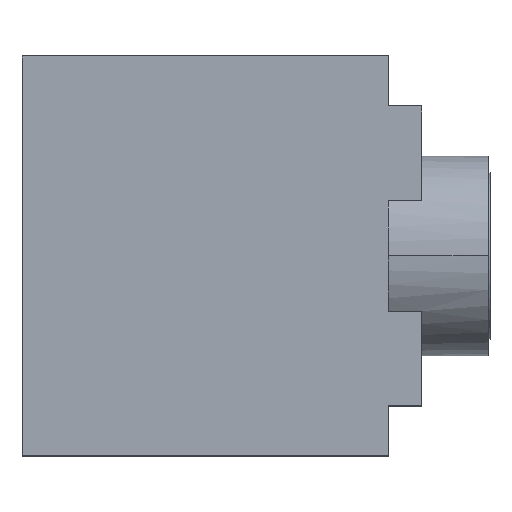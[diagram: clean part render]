
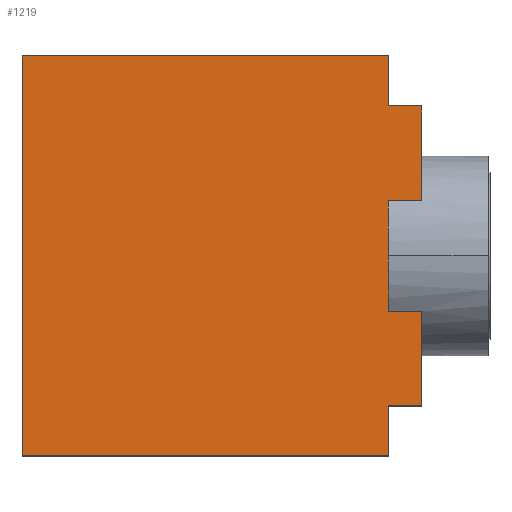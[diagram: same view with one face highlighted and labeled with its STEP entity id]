
A CAD part, top view. The second image highlights one B-rep face of the part: STEP entity #1219.
In plain terms, the highlighted planar face has unit normal (0, 0, 1).
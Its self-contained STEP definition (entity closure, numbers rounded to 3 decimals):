
#30 = CARTESIAN_POINT ( 'NONE',  ( -14., -6., 2.5 ) ) ;
#53 = ORIENTED_EDGE ( 'NONE', *, *, #1456, .F. ) ;
#58 = LINE ( 'NONE', #138, #2223 ) ;
#62 = CARTESIAN_POINT ( 'NONE',  ( -3., -4.5, 2.5 ) ) ;
#108 = EDGE_CURVE ( 'NONE', #1073, #1393, #836, .T. ) ;
#123 = CARTESIAN_POINT ( 'NONE',  ( -3., -6., 2.5 ) ) ;
#133 = DIRECTION ( 'NONE',  ( 0., -1., 0. ) ) ;
#134 = EDGE_LOOP ( 'NONE', ( #2090, #2196, #2131, #609, #2058, #373, #1022, #1285, #158, #2656, #53, #1861 ) ) ;
#138 = CARTESIAN_POINT ( 'NONE',  ( 8.485, -1.658, 2.5 ) ) ;
#158 = ORIENTED_EDGE ( 'NONE', *, *, #1533, .F. ) ;
#170 = CARTESIAN_POINT ( 'NONE',  ( -2., -4.5, 2.5 ) ) ;
#177 = VECTOR ( 'NONE', #2501, 1000. ) ;
#180 = AXIS2_PLACEMENT_3D ( 'NONE', #2549, #474, #1107 ) ;
#246 = VECTOR ( 'NONE', #1122, 1000. ) ;
#252 = PLANE ( 'NONE',  #180 ) ;
#290 = VERTEX_POINT ( 'NONE', #993 ) ;
#301 = CARTESIAN_POINT ( 'NONE',  ( 8.485, 1.658, 2.5 ) ) ;
#308 = VERTEX_POINT ( 'NONE', #2596 ) ;
#310 = CARTESIAN_POINT ( 'NONE',  ( -14., 6., 2.5 ) ) ;
#345 = EDGE_CURVE ( 'NONE', #2448, #1926, #834, .T. ) ;
#373 = ORIENTED_EDGE ( 'NONE', *, *, #413, .T. ) ;
#413 = EDGE_CURVE ( 'NONE', #290, #1111, #58, .T. ) ;
#439 = VERTEX_POINT ( 'NONE', #549 ) ;
#474 = DIRECTION ( 'NONE',  ( 0., 0., -1. ) ) ;
#503 = CARTESIAN_POINT ( 'NONE',  ( -3., 6., 2.5 ) ) ;
#532 = VECTOR ( 'NONE', #2681, 1000. ) ;
#549 = CARTESIAN_POINT ( 'NONE',  ( -3., 4.5, 2.5 ) ) ;
#570 = EDGE_CURVE ( 'NONE', #308, #439, #2212, .T. ) ;
#609 = ORIENTED_EDGE ( 'NONE', *, *, #1975, .F. ) ;
#635 = CARTESIAN_POINT ( 'NONE',  ( -3., -1.658, 2.5 ) ) ;
#738 = VECTOR ( 'NONE', #1639, 1000. ) ;
#834 = LINE ( 'NONE', #503, #246 ) ;
#836 = LINE ( 'NONE', #301, #1865 ) ;
#893 = CARTESIAN_POINT ( 'NONE',  ( -3., 6., 2.5 ) ) ;
#897 = VERTEX_POINT ( 'NONE', #1716 ) ;
#899 = LINE ( 'NONE', #310, #1597 ) ;
#955 = CARTESIAN_POINT ( 'NONE',  ( -3., 6., 2.5 ) ) ;
#993 = CARTESIAN_POINT ( 'NONE',  ( -2., -1.658, 2.5 ) ) ;
#1015 = CARTESIAN_POINT ( 'NONE',  ( -3., 6., 2.5 ) ) ;
#1022 = ORIENTED_EDGE ( 'NONE', *, *, #2405, .F. ) ;
#1073 = VERTEX_POINT ( 'NONE', #2404 ) ;
#1101 = VECTOR ( 'NONE', #1853, 1000. ) ;
#1107 = DIRECTION ( 'NONE',  ( -1., 0., 0. ) ) ;
#1111 = VERTEX_POINT ( 'NONE', #635 ) ;
#1122 = DIRECTION ( 'NONE',  ( 0., -1., 0. ) ) ;
#1167 = VECTOR ( 'NONE', #1212, 1000. ) ;
#1207 = CARTESIAN_POINT ( 'NONE',  ( -2., 4.5, 2.5 ) ) ;
#1212 = DIRECTION ( 'NONE',  ( 0., -1., 0. ) ) ;
#1219 = ADVANCED_FACE ( 'NONE', ( #2533 ), #252, .F. ) ;
#1230 = DIRECTION ( 'NONE',  ( -1., 0., 0. ) ) ;
#1285 = ORIENTED_EDGE ( 'NONE', *, *, #108, .T. ) ;
#1310 = CARTESIAN_POINT ( 'NONE',  ( -3., -6., 2.5 ) ) ;
#1329 = VECTOR ( 'NONE', #2565, 1000. ) ;
#1330 = DIRECTION ( 'NONE',  ( 1., 0., 0. ) ) ;
#1338 = EDGE_CURVE ( 'NONE', #897, #2425, #899, .T. ) ;
#1353 = DIRECTION ( 'NONE',  ( 1., 0., 0. ) ) ;
#1393 = VERTEX_POINT ( 'NONE', #2397 ) ;
#1399 = LINE ( 'NONE', #2686, #1587 ) ;
#1411 = DIRECTION ( 'NONE',  ( -1., 0., 0. ) ) ;
#1456 = EDGE_CURVE ( 'NONE', #1832, #439, #1899, .T. ) ;
#1465 = LINE ( 'NONE', #1207, #738 ) ;
#1533 = EDGE_CURVE ( 'NONE', #308, #1393, #1465, .T. ) ;
#1587 = VECTOR ( 'NONE', #1230, 1000. ) ;
#1597 = VECTOR ( 'NONE', #133, 1000. ) ;
#1639 = DIRECTION ( 'NONE',  ( 0., -1., 0. ) ) ;
#1685 = VECTOR ( 'NONE', #1330, 1000. ) ;
#1716 = CARTESIAN_POINT ( 'NONE',  ( -14., 6., 2.5 ) ) ;
#1773 = EDGE_CURVE ( 'NONE', #2425, #1926, #2235, .T. ) ;
#1782 = LINE ( 'NONE', #2247, #1167 ) ;
#1832 = VERTEX_POINT ( 'NONE', #955 ) ;
#1853 = DIRECTION ( 'NONE',  ( -1., 0., 0. ) ) ;
#1861 = ORIENTED_EDGE ( 'NONE', *, *, #2455, .F. ) ;
#1865 = VECTOR ( 'NONE', #1353, 1000. ) ;
#1899 = LINE ( 'NONE', #1015, #532 ) ;
#1926 = VERTEX_POINT ( 'NONE', #123 ) ;
#1936 = EDGE_CURVE ( 'NONE', #290, #2273, #1782, .T. ) ;
#1975 = EDGE_CURVE ( 'NONE', #2273, #2448, #1399, .T. ) ;
#2058 = ORIENTED_EDGE ( 'NONE', *, *, #1936, .F. ) ;
#2090 = ORIENTED_EDGE ( 'NONE', *, *, #1338, .T. ) ;
#2131 = ORIENTED_EDGE ( 'NONE', *, *, #345, .F. ) ;
#2196 = ORIENTED_EDGE ( 'NONE', *, *, #1773, .T. ) ;
#2212 = LINE ( 'NONE', #2703, #1101 ) ;
#2223 = VECTOR ( 'NONE', #1411, 1000. ) ;
#2235 = LINE ( 'NONE', #1310, #1685 ) ;
#2247 = CARTESIAN_POINT ( 'NONE',  ( -2., 4.5, 2.5 ) ) ;
#2273 = VERTEX_POINT ( 'NONE', #170 ) ;
#2309 = LINE ( 'NONE', #2530, #177 ) ;
#2397 = CARTESIAN_POINT ( 'NONE',  ( -2., 1.658, 2.5 ) ) ;
#2404 = CARTESIAN_POINT ( 'NONE',  ( -3., 1.658, 2.5 ) ) ;
#2405 = EDGE_CURVE ( 'NONE', #1073, #1111, #2309, .T. ) ;
#2425 = VERTEX_POINT ( 'NONE', #30 ) ;
#2448 = VERTEX_POINT ( 'NONE', #62 ) ;
#2455 = EDGE_CURVE ( 'NONE', #897, #1832, #2503, .T. ) ;
#2501 = DIRECTION ( 'NONE',  ( 0., -1., 0. ) ) ;
#2503 = LINE ( 'NONE', #893, #1329 ) ;
#2530 = CARTESIAN_POINT ( 'NONE',  ( -3., 6., 2.5 ) ) ;
#2533 = FACE_OUTER_BOUND ( 'NONE', #134, .T. ) ;
#2549 = CARTESIAN_POINT ( 'NONE',  ( -3., 6., 2.5 ) ) ;
#2565 = DIRECTION ( 'NONE',  ( 1., 0., 0. ) ) ;
#2596 = CARTESIAN_POINT ( 'NONE',  ( -2., 4.5, 2.5 ) ) ;
#2656 = ORIENTED_EDGE ( 'NONE', *, *, #570, .T. ) ;
#2681 = DIRECTION ( 'NONE',  ( 0., -1., 0. ) ) ;
#2686 = CARTESIAN_POINT ( 'NONE',  ( -2., -4.5, 2.5 ) ) ;
#2703 = CARTESIAN_POINT ( 'NONE',  ( -2., 4.5, 2.5 ) ) ;
